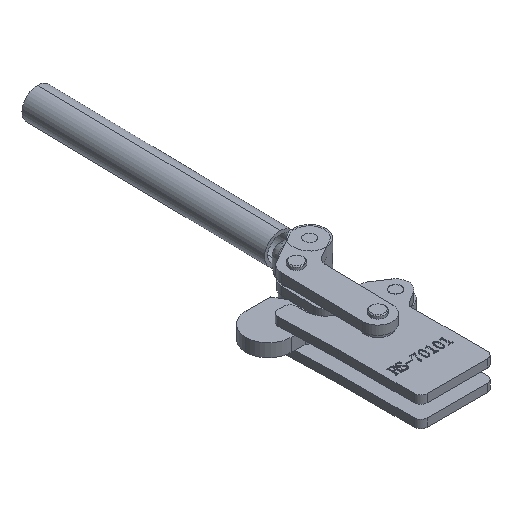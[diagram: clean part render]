
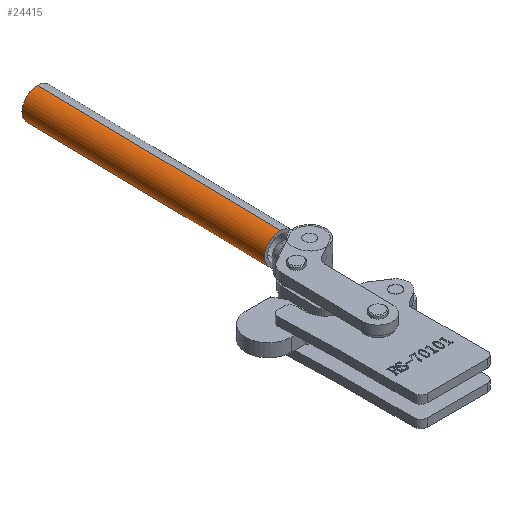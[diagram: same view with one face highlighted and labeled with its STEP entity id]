
A CAD part, isometric view. The second image highlights one B-rep face of the part: STEP entity #24415.
In plain terms, the highlighted cylindrical face has radius 9.5 mm (diameter 19 mm), a partial arc.
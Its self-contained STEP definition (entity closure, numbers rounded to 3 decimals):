
#2331 = EDGE_CURVE ( 'NONE', #5023, #5034, #2632, .T. ) ;
#2336 = EDGE_CURVE ( 'NONE', #5031, #5035, #2637, .T. ) ;
#2338 = EDGE_CURVE ( 'NONE', #5031, #5023, #2635, .T. ) ;
#2342 = EDGE_CURVE ( 'NONE', #5035, #5034, #2641, .T. ) ;
#2632 = LINE ( 'NONE', #5810, #2636 ) ;
#2635 = CIRCLE ( 'NONE', #19054, 9.5 ) ;
#2636 = VECTOR ( 'NONE', #5808, 1000. ) ;
#2637 = LINE ( 'NONE', #5814, #2639 ) ;
#2639 = VECTOR ( 'NONE', #5809, 1000. ) ;
#2641 = CIRCLE ( 'NONE', #19057, 9.5 ) ;
#5023 = VERTEX_POINT ( 'NONE', #6190 ) ;
#5031 = VERTEX_POINT ( 'NONE', #6198 ) ;
#5034 = VERTEX_POINT ( 'NONE', #6201 ) ;
#5035 = VERTEX_POINT ( 'NONE', #6202 ) ;
#5808 = DIRECTION ( 'NONE',  ( 0., -1., 0. ) ) ;
#5809 = DIRECTION ( 'NONE',  ( 0., -1., 0. ) ) ;
#5810 = CARTESIAN_POINT ( 'NONE',  ( 0., 152., 9.5 ) ) ;
#5814 = CARTESIAN_POINT ( 'NONE',  ( 0., 152., -9.5 ) ) ;
#5818 = CARTESIAN_POINT ( 'NONE',  ( 0., 152., 0. ) ) ;
#5819 = DIRECTION ( 'NONE',  ( 0., 1., 0. ) ) ;
#5820 = DIRECTION ( 'NONE',  ( 0., 0., 1. ) ) ;
#5826 = CARTESIAN_POINT ( 'NONE',  ( 0., 0., 0. ) ) ;
#5827 = DIRECTION ( 'NONE',  ( 0., 1., 0. ) ) ;
#5828 = DIRECTION ( 'NONE',  ( 0., 0., 1. ) ) ;
#6190 = CARTESIAN_POINT ( 'NONE',  ( 0., 152., 9.5 ) ) ;
#6198 = CARTESIAN_POINT ( 'NONE',  ( 0., 152., -9.5 ) ) ;
#6201 = CARTESIAN_POINT ( 'NONE',  ( 0., 0., 9.5 ) ) ;
#6202 = CARTESIAN_POINT ( 'NONE',  ( 0., 0., -9.5 ) ) ;
#10268 = FACE_OUTER_BOUND ( 'NONE', #17778, .T. ) ;
#10276 = CYLINDRICAL_SURFACE ( 'NONE', #19318, 9.5 ) ;
#13934 = DIRECTION ( 'NONE',  ( 0., 0., -1. ) ) ;
#13936 = DIRECTION ( 'NONE',  ( 0., -1., 0. ) ) ;
#13938 = CARTESIAN_POINT ( 'NONE',  ( 0., 152., 0. ) ) ;
#17778 = EDGE_LOOP ( 'NONE', ( #22497, #22498, #22499, #22500 ) ) ;
#19054 = AXIS2_PLACEMENT_3D ( 'NONE', #5818, #5819, #5820 ) ;
#19057 = AXIS2_PLACEMENT_3D ( 'NONE', #5826, #5827, #5828 ) ;
#19318 = AXIS2_PLACEMENT_3D ( 'NONE', #13938, #13936, #13934 ) ;
#22497 = ORIENTED_EDGE ( 'NONE', *, *, #2331, .F. ) ;
#22498 = ORIENTED_EDGE ( 'NONE', *, *, #2338, .F. ) ;
#22499 = ORIENTED_EDGE ( 'NONE', *, *, #2336, .T. ) ;
#22500 = ORIENTED_EDGE ( 'NONE', *, *, #2342, .T. ) ;
#24415 = ADVANCED_FACE ( 'NONE', ( #10268 ), #10276, .T. ) ;
